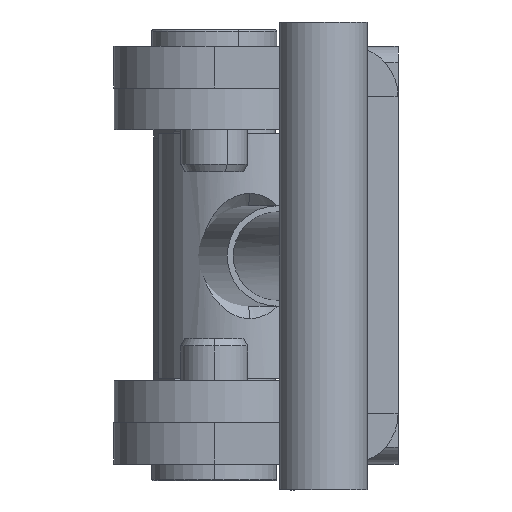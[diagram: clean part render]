
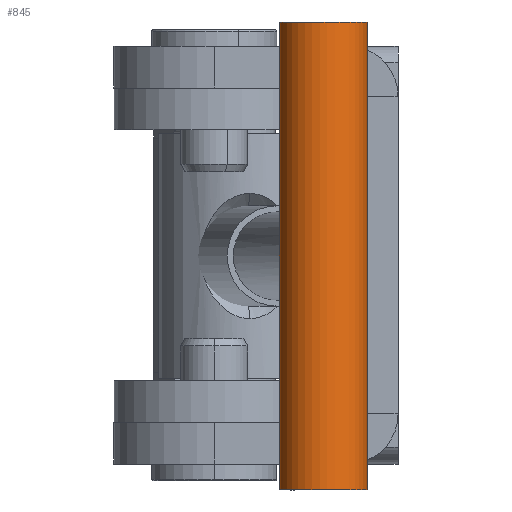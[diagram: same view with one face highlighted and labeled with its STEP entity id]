
A CAD part, left-side view. The second image highlights one B-rep face of the part: STEP entity #845.
In plain terms, the highlighted cylindrical face has radius 2.64 mm (diameter 5.28 mm), a partial arc.
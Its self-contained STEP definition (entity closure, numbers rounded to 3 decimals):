
#19 = CARTESIAN_POINT ( 'NONE',  ( 0., 65., -14. ) ) ;
#42 = AXIS2_PLACEMENT_3D ( 'NONE', #19, #1362, #3745 ) ;
#158 = DIRECTION ( 'NONE',  ( 0., 0., -1. ) ) ;
#181 = FACE_OUTER_BOUND ( 'NONE', #2136, .T. ) ;
#226 = VECTOR ( 'NONE', #2789, 1000. ) ;
#253 = AXIS2_PLACEMENT_3D ( 'NONE', #3574, #158, #3423 ) ;
#390 = CARTESIAN_POINT ( 'NONE',  ( 0., 65., 14. ) ) ;
#425 = DIRECTION ( 'NONE',  ( 1., 0., 0. ) ) ;
#459 = ORIENTED_EDGE ( 'NONE', *, *, #554, .T. ) ;
#491 = DIRECTION ( 'NONE',  ( 0., 0., -1. ) ) ;
#511 = CARTESIAN_POINT ( 'NONE',  ( -2.64, 65., 14. ) ) ;
#550 = CARTESIAN_POINT ( 'NONE',  ( 2.64, 65., 14. ) ) ;
#554 = EDGE_CURVE ( 'NONE', #1227, #2515, #1229, .T. ) ;
#579 = DIRECTION ( 'NONE',  ( 0., 0., 1. ) ) ;
#660 = CARTESIAN_POINT ( 'NONE',  ( -2.64, 65., 14. ) ) ;
#686 = EDGE_CURVE ( 'NONE', #1546, #2113, #2278, .T. ) ;
#781 = CARTESIAN_POINT ( 'NONE',  ( 2.64, 65., -14. ) ) ;
#845 = ADVANCED_FACE ( 'NONE', ( #181 ), #900, .T. ) ;
#900 = CYLINDRICAL_SURFACE ( 'NONE', #253, 2.64 ) ;
#918 = ORIENTED_EDGE ( 'NONE', *, *, #2690, .F. ) ;
#1136 = CIRCLE ( 'NONE', #42, 2.64 ) ;
#1145 = ORIENTED_EDGE ( 'NONE', *, *, #2197, .T. ) ;
#1227 = VERTEX_POINT ( 'NONE', #2762 ) ;
#1229 = LINE ( 'NONE', #1708, #3461 ) ;
#1259 = VECTOR ( 'NONE', #3270, 1000. ) ;
#1362 = DIRECTION ( 'NONE',  ( 0., 0., 1. ) ) ;
#1472 = CARTESIAN_POINT ( 'NONE',  ( -2.64, 65., 14. ) ) ;
#1544 = VECTOR ( 'NONE', #491, 1000. ) ;
#1546 = VERTEX_POINT ( 'NONE', #3134 ) ;
#1552 = CARTESIAN_POINT ( 'NONE',  ( -2.64, 65., -14. ) ) ;
#1593 = VERTEX_POINT ( 'NONE', #1472 ) ;
#1622 = DIRECTION ( 'NONE',  ( 0., 0., -1. ) ) ;
#1708 = CARTESIAN_POINT ( 'NONE',  ( 2.64, 65., 14. ) ) ;
#1878 = LINE ( 'NONE', #511, #226 ) ;
#2113 = VERTEX_POINT ( 'NONE', #1552 ) ;
#2136 = EDGE_LOOP ( 'NONE', ( #2864, #2299, #459, #1145, #3261, #918 ) ) ;
#2197 = EDGE_CURVE ( 'NONE', #2515, #2113, #1136, .T. ) ;
#2232 = VERTEX_POINT ( 'NONE', #550 ) ;
#2277 = CIRCLE ( 'NONE', #2425, 2.64 ) ;
#2278 = LINE ( 'NONE', #660, #1544 ) ;
#2299 = ORIENTED_EDGE ( 'NONE', *, *, #2347, .T. ) ;
#2347 = EDGE_CURVE ( 'NONE', #2232, #1227, #2874, .T. ) ;
#2425 = AXIS2_PLACEMENT_3D ( 'NONE', #390, #579, #425 ) ;
#2515 = VERTEX_POINT ( 'NONE', #781 ) ;
#2690 = EDGE_CURVE ( 'NONE', #1593, #1546, #1878, .T. ) ;
#2762 = CARTESIAN_POINT ( 'NONE',  ( 2.64, 65., 0. ) ) ;
#2789 = DIRECTION ( 'NONE',  ( 0., 0., -1. ) ) ;
#2864 = ORIENTED_EDGE ( 'NONE', *, *, #3847, .F. ) ;
#2874 = LINE ( 'NONE', #2916, #1259 ) ;
#2916 = CARTESIAN_POINT ( 'NONE',  ( 2.64, 65., 14. ) ) ;
#3134 = CARTESIAN_POINT ( 'NONE',  ( -2.64, 65., 0. ) ) ;
#3261 = ORIENTED_EDGE ( 'NONE', *, *, #686, .F. ) ;
#3270 = DIRECTION ( 'NONE',  ( 0., 0., -1. ) ) ;
#3423 = DIRECTION ( 'NONE',  ( -1., 0., 0. ) ) ;
#3461 = VECTOR ( 'NONE', #1622, 1000. ) ;
#3574 = CARTESIAN_POINT ( 'NONE',  ( 0., 65., 14. ) ) ;
#3745 = DIRECTION ( 'NONE',  ( 1., 0., 0. ) ) ;
#3847 = EDGE_CURVE ( 'NONE', #2232, #1593, #2277, .T. ) ;
